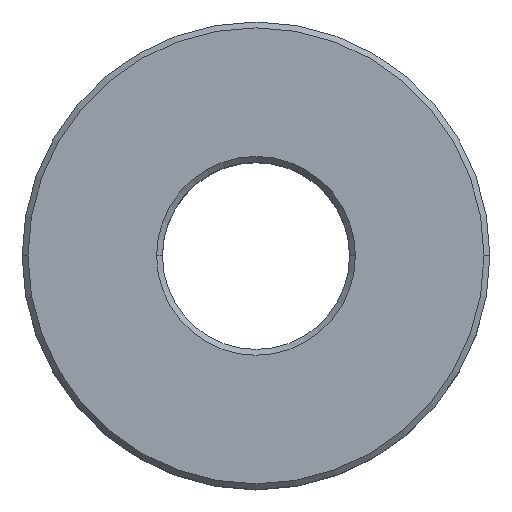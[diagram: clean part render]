
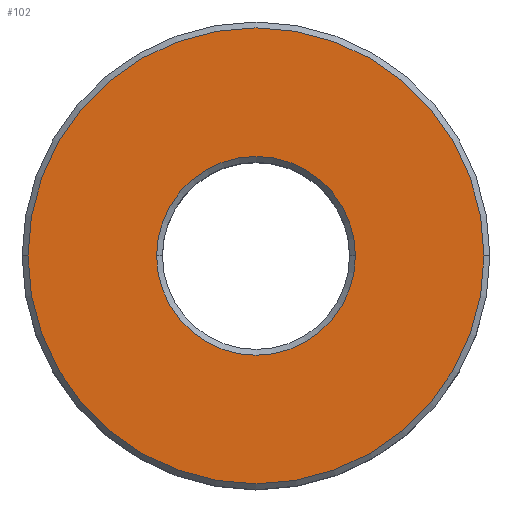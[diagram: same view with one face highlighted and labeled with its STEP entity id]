
A CAD part, top view. The second image highlights one B-rep face of the part: STEP entity #102.
In plain terms, the highlighted planar face has unit normal (0, 0, 1).
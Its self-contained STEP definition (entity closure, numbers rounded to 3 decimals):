
#40 = VERTEX_POINT ( 'NONE', #386 ) ;
#42 = ORIENTED_EDGE ( 'NONE', *, *, #87, .T. ) ;
#47 = EDGE_CURVE ( 'NONE', #135, #172, #296, .T. ) ;
#81 = EDGE_CURVE ( 'NONE', #40, #127, #337, .T. ) ;
#87 = EDGE_CURVE ( 'NONE', #172, #135, #280, .T. ) ;
#100 = ORIENTED_EDGE ( 'NONE', *, *, #81, .T. ) ;
#102 = ADVANCED_FACE ( 'NONE', ( #423, #416 ), #409, .T. ) ;
#103 = ORIENTED_EDGE ( 'NONE', *, *, #182, .T. ) ;
#104 = ORIENTED_EDGE ( 'NONE', *, *, #47, .T. ) ;
#127 = VERTEX_POINT ( 'NONE', #240 ) ;
#135 = VERTEX_POINT ( 'NONE', #298 ) ;
#172 = VERTEX_POINT ( 'NONE', #460 ) ;
#182 = EDGE_CURVE ( 'NONE', #127, #40, #474, .T. ) ;
#193 = EDGE_LOOP ( 'NONE', ( #42, #104 ) ) ;
#194 = EDGE_LOOP ( 'NONE', ( #100, #103 ) ) ;
#240 = CARTESIAN_POINT ( 'NONE',  ( 19.5, 0., 0. ) ) ;
#278 = DIRECTION ( 'NONE',  ( 1., 0., 0. ) ) ;
#280 = CIRCLE ( 'NONE', #331, 8.5 ) ;
#285 = DIRECTION ( 'NONE',  ( 0., 0., -1. ) ) ;
#287 = CARTESIAN_POINT ( 'NONE',  ( 0., 0., 0. ) ) ;
#293 = CARTESIAN_POINT ( 'NONE',  ( 0., 0., 0. ) ) ;
#296 = CIRCLE ( 'NONE', #373, 8.5 ) ;
#298 = CARTESIAN_POINT ( 'NONE',  ( -8.5, 0., 0. ) ) ;
#331 = AXIS2_PLACEMENT_3D ( 'NONE', #287, #285, #278 ) ;
#333 = DIRECTION ( 'NONE',  ( 1., 0., 0. ) ) ;
#334 = DIRECTION ( 'NONE',  ( 0., 0., 1. ) ) ;
#335 = CARTESIAN_POINT ( 'NONE',  ( 0., 0., 0. ) ) ;
#336 = AXIS2_PLACEMENT_3D ( 'NONE', #335, #334, #333 ) ;
#337 = CIRCLE ( 'NONE', #336, 19.5 ) ;
#371 = DIRECTION ( 'NONE',  ( 1., 0., 0. ) ) ;
#372 = DIRECTION ( 'NONE',  ( 0., 0., -1. ) ) ;
#373 = AXIS2_PLACEMENT_3D ( 'NONE', #293, #372, #371 ) ;
#386 = CARTESIAN_POINT ( 'NONE',  ( -19.5, 0., 0. ) ) ;
#405 = DIRECTION ( 'NONE',  ( 1., 0., 0. ) ) ;
#409 = PLANE ( 'NONE',  #422 ) ;
#413 = CARTESIAN_POINT ( 'NONE',  ( 0., 0., 0. ) ) ;
#416 = FACE_BOUND ( 'NONE', #193, .T. ) ;
#422 = AXIS2_PLACEMENT_3D ( 'NONE', #413, #428, #405 ) ;
#423 = FACE_OUTER_BOUND ( 'NONE', #194, .T. ) ;
#428 = DIRECTION ( 'NONE',  ( 0., 0., 1. ) ) ;
#460 = CARTESIAN_POINT ( 'NONE',  ( 8.5, 0., 0. ) ) ;
#474 = CIRCLE ( 'NONE', #553, 19.5 ) ;
#536 = DIRECTION ( 'NONE',  ( 1., 0., 0. ) ) ;
#537 = DIRECTION ( 'NONE',  ( 0., 0., 1. ) ) ;
#538 = CARTESIAN_POINT ( 'NONE',  ( 0., 0., 0. ) ) ;
#553 = AXIS2_PLACEMENT_3D ( 'NONE', #538, #537, #536 ) ;
